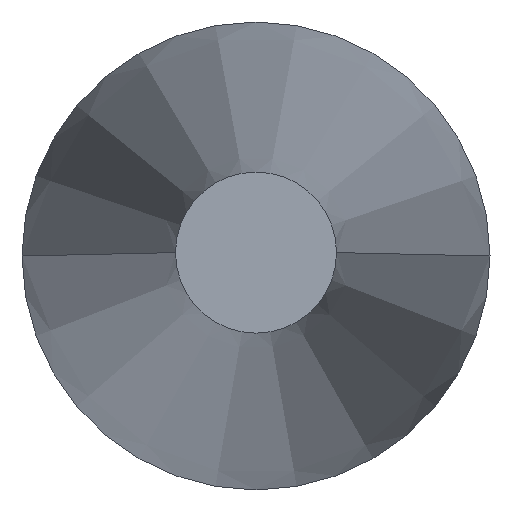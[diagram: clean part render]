
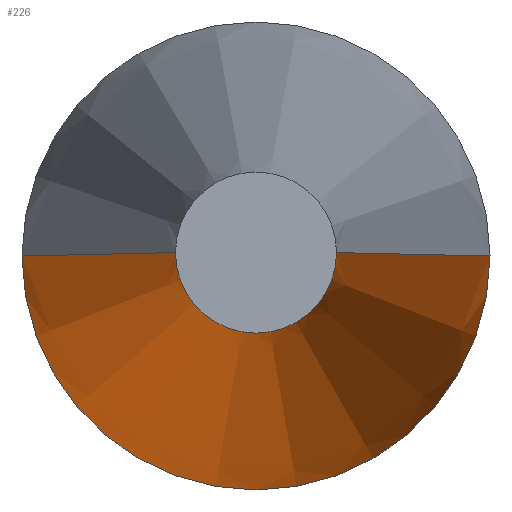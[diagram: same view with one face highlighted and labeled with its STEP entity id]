
A CAD part, top view. The second image highlights one B-rep face of the part: STEP entity #226.
In plain terms, the highlighted conical face has half-angle 4.5 degrees and reference radius 12 mm.
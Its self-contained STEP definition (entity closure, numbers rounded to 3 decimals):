
#4 = EDGE_CURVE ( 'NONE', #113, #198, #197, .T. ) ;
#5 = CONICAL_SURFACE ( 'NONE', #27, 12., 0.079 ) ;
#13 = ORIENTED_EDGE ( 'NONE', *, *, #240, .F. ) ;
#15 = DIRECTION ( 'NONE',  ( 1., 0., 0. ) ) ;
#20 = CARTESIAN_POINT ( 'NONE',  ( -4.13, 0., 100. ) ) ;
#22 = VECTOR ( 'NONE', #229, 1000. ) ;
#24 = CARTESIAN_POINT ( 'NONE',  ( 12., 0., 0. ) ) ;
#26 = VERTEX_POINT ( 'NONE', #231 ) ;
#27 = AXIS2_PLACEMENT_3D ( 'NONE', #112, #79, #153 ) ;
#33 = CARTESIAN_POINT ( 'NONE',  ( 0., 0., 100. ) ) ;
#39 = EDGE_CURVE ( 'NONE', #180, #113, #46, .T. ) ;
#46 = LINE ( 'NONE', #201, #22 ) ;
#57 = AXIS2_PLACEMENT_3D ( 'NONE', #33, #206, #15 ) ;
#77 = CIRCLE ( 'NONE', #57, 4.13 ) ;
#79 = DIRECTION ( 'NONE',  ( 0., 0., -1. ) ) ;
#84 = FACE_OUTER_BOUND ( 'NONE', #93, .T. ) ;
#93 = EDGE_LOOP ( 'NONE', ( #13, #214, #126, #192 ) ) ;
#106 = VECTOR ( 'NONE', #195, 1000. ) ;
#112 = CARTESIAN_POINT ( 'NONE',  ( 0., 0., 0. ) ) ;
#113 = VERTEX_POINT ( 'NONE', #222 ) ;
#126 = ORIENTED_EDGE ( 'NONE', *, *, #39, .T. ) ;
#132 = LINE ( 'NONE', #24, #106 ) ;
#134 = EDGE_CURVE ( 'NONE', #180, #26, #77, .T. ) ;
#148 = CARTESIAN_POINT ( 'NONE',  ( 12., 0., 0. ) ) ;
#153 = DIRECTION ( 'NONE',  ( -1., 0., 0. ) ) ;
#180 = VERTEX_POINT ( 'NONE', #20 ) ;
#182 = DIRECTION ( 'NONE',  ( 1., 0., 0. ) ) ;
#192 = ORIENTED_EDGE ( 'NONE', *, *, #4, .T. ) ;
#195 = DIRECTION ( 'NONE',  ( 0.078, 0., -0.997 ) ) ;
#197 = CIRCLE ( 'NONE', #203, 12. ) ;
#198 = VERTEX_POINT ( 'NONE', #148 ) ;
#201 = CARTESIAN_POINT ( 'NONE',  ( -12., 0., 0. ) ) ;
#203 = AXIS2_PLACEMENT_3D ( 'NONE', #247, #216, #182 ) ;
#206 = DIRECTION ( 'NONE',  ( 0., 0., 1. ) ) ;
#214 = ORIENTED_EDGE ( 'NONE', *, *, #134, .F. ) ;
#216 = DIRECTION ( 'NONE',  ( 0., 0., 1. ) ) ;
#222 = CARTESIAN_POINT ( 'NONE',  ( -12., 0., 0. ) ) ;
#226 = ADVANCED_FACE ( 'NONE', ( #84 ), #5, .T. ) ;
#229 = DIRECTION ( 'NONE',  ( -0.078, 0., -0.997 ) ) ;
#231 = CARTESIAN_POINT ( 'NONE',  ( 4.13, 0., 100. ) ) ;
#240 = EDGE_CURVE ( 'NONE', #26, #198, #132, .T. ) ;
#247 = CARTESIAN_POINT ( 'NONE',  ( 0., 0., 0. ) ) ;
